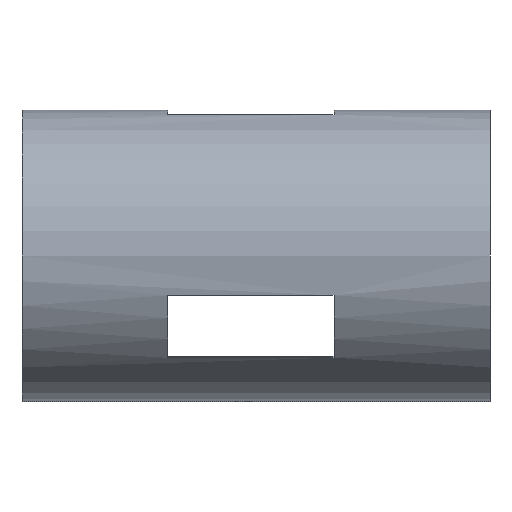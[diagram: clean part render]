
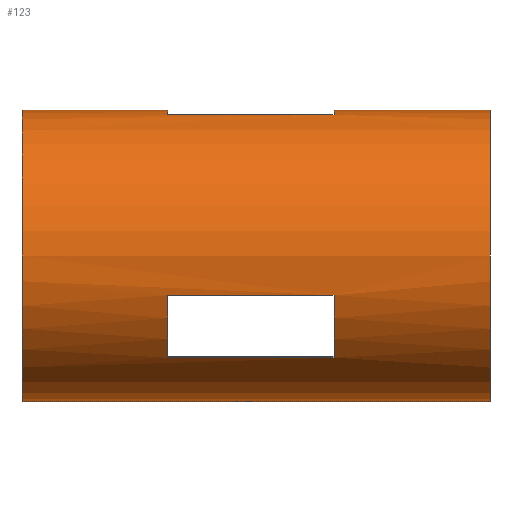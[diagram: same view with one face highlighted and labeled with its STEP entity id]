
A CAD part, left-side view. The second image highlights one B-rep face of the part: STEP entity #123.
In plain terms, the highlighted cylindrical face has radius 70 mm (diameter 140 mm), a partial arc.
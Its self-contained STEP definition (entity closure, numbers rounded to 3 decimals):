
#9 = VERTEX_POINT ( 'NONE', #587 ) ;
#14 = DIRECTION ( 'NONE',  ( 0., -1., 0. ) ) ;
#21 = LINE ( 'NONE', #658, #457 ) ;
#27 = EDGE_CURVE ( 'NONE', #420, #540, #371, .T. ) ;
#38 = EDGE_CURVE ( 'NONE', #531, #126, #554, .T. ) ;
#40 = DIRECTION ( 'NONE',  ( 0., 1., 0. ) ) ;
#42 = AXIS2_PLACEMENT_3D ( 'NONE', #549, #356, #46 ) ;
#43 = ORIENTED_EDGE ( 'NONE', *, *, #470, .F. ) ;
#46 = DIRECTION ( 'NONE',  ( 0., 0., 1. ) ) ;
#47 = EDGE_CURVE ( 'NONE', #134, #236, #595, .T. ) ;
#53 = CIRCLE ( 'NONE', #572, 70. ) ;
#59 = AXIS2_PLACEMENT_3D ( 'NONE', #482, #584, #125 ) ;
#61 = EDGE_LOOP ( 'NONE', ( #609, #69, #111, #630, #573, #131, #350, #429 ) ) ;
#67 = CARTESIAN_POINT ( 'NONE',  ( -17.318, 80., 67.824 ) ) ;
#69 = ORIENTED_EDGE ( 'NONE', *, *, #196, .F. ) ;
#83 = AXIS2_PLACEMENT_3D ( 'NONE', #319, #372, #581 ) ;
#91 = CARTESIAN_POINT ( 'NONE',  ( 0., -75., 70. ) ) ;
#104 = EDGE_CURVE ( 'NONE', #420, #249, #383, .T. ) ;
#111 = ORIENTED_EDGE ( 'NONE', *, *, #520, .T. ) ;
#123 = ADVANCED_FACE ( 'NONE', ( #433, #173 ), #374, .T. ) ;
#125 = DIRECTION ( 'NONE',  ( 0., 0., -1. ) ) ;
#126 = VERTEX_POINT ( 'NONE', #332 ) ;
#131 = ORIENTED_EDGE ( 'NONE', *, *, #398, .F. ) ;
#134 = VERTEX_POINT ( 'NONE', #197 ) ;
#140 = DIRECTION ( 'NONE',  ( 0., 0., 1. ) ) ;
#159 = ORIENTED_EDGE ( 'NONE', *, *, #187, .T. ) ;
#164 = VERTEX_POINT ( 'NONE', #447 ) ;
#166 = ORIENTED_EDGE ( 'NONE', *, *, #594, .T. ) ;
#168 = CARTESIAN_POINT ( 'NONE',  ( 0., -75., 0. ) ) ;
#173 = FACE_BOUND ( 'NONE', #253, .T. ) ;
#176 = CIRCLE ( 'NONE', #347, 70. ) ;
#181 = DIRECTION ( 'NONE',  ( 0., -1., 0. ) ) ;
#187 = EDGE_CURVE ( 'NONE', #239, #9, #485, .T. ) ;
#194 = VECTOR ( 'NONE', #561, 1000. ) ;
#196 = EDGE_CURVE ( 'NONE', #621, #164, #53, .T. ) ;
#197 = CARTESIAN_POINT ( 'NONE',  ( 0., 0., 70. ) ) ;
#210 = ORIENTED_EDGE ( 'NONE', *, *, #38, .F. ) ;
#211 = CARTESIAN_POINT ( 'NONE',  ( -67.396, 80., -18.914 ) ) ;
#215 = CARTESIAN_POINT ( 'NONE',  ( 0., 0., 0. ) ) ;
#236 = VERTEX_POINT ( 'NONE', #91 ) ;
#239 = VERTEX_POINT ( 'NONE', #571 ) ;
#245 = EDGE_CURVE ( 'NONE', #164, #540, #636, .T. ) ;
#249 = VERTEX_POINT ( 'NONE', #360 ) ;
#253 = EDGE_LOOP ( 'NONE', ( #166, #210, #43, #159 ) ) ;
#254 = DIRECTION ( 'NONE',  ( 0., -1., 0. ) ) ;
#262 = VECTOR ( 'NONE', #14, 1000. ) ;
#271 = AXIS2_PLACEMENT_3D ( 'NONE', #168, #318, #637 ) ;
#298 = CARTESIAN_POINT ( 'NONE',  ( 0., 150., 0. ) ) ;
#307 = CARTESIAN_POINT ( 'NONE',  ( 0., -75., -70. ) ) ;
#318 = DIRECTION ( 'NONE',  ( 0., 1., 0. ) ) ;
#319 = CARTESIAN_POINT ( 'NONE',  ( 0., 80., 0. ) ) ;
#320 = DIRECTION ( 'NONE',  ( 0., 0., 1. ) ) ;
#332 = CARTESIAN_POINT ( 'NONE',  ( -67.396, 0., -18.914 ) ) ;
#347 = AXIS2_PLACEMENT_3D ( 'NONE', #215, #628, #320 ) ;
#350 = ORIENTED_EDGE ( 'NONE', *, *, #104, .F. ) ;
#355 = CARTESIAN_POINT ( 'NONE',  ( 0., 80., 70. ) ) ;
#356 = DIRECTION ( 'NONE',  ( 0., 1., 0. ) ) ;
#360 = CARTESIAN_POINT ( 'NONE',  ( -17.318, 0., 67.824 ) ) ;
#371 = CIRCLE ( 'NONE', #83, 70. ) ;
#372 = DIRECTION ( 'NONE',  ( 0., 1., 0. ) ) ;
#374 = CYLINDRICAL_SURFACE ( 'NONE', #59, 70. ) ;
#377 = VECTOR ( 'NONE', #633, 1000. ) ;
#383 = LINE ( 'NONE', #423, #377 ) ;
#394 = DIRECTION ( 'NONE',  ( 0., -1., 0. ) ) ;
#398 = EDGE_CURVE ( 'NONE', #249, #134, #176, .T. ) ;
#420 = VERTEX_POINT ( 'NONE', #67 ) ;
#423 = CARTESIAN_POINT ( 'NONE',  ( -17.318, 80., 67.824 ) ) ;
#429 = ORIENTED_EDGE ( 'NONE', *, *, #27, .T. ) ;
#430 = CARTESIAN_POINT ( 'NONE',  ( 0., 80., 70. ) ) ;
#433 = FACE_OUTER_BOUND ( 'NONE', #61, .T. ) ;
#447 = CARTESIAN_POINT ( 'NONE',  ( 0., 150., 70. ) ) ;
#457 = VECTOR ( 'NONE', #394, 1000. ) ;
#465 = LINE ( 'NONE', #610, #194 ) ;
#470 = EDGE_CURVE ( 'NONE', #239, #531, #21, .T. ) ;
#482 = CARTESIAN_POINT ( 'NONE',  ( 0., 80., 0. ) ) ;
#485 = CIRCLE ( 'NONE', #42, 70. ) ;
#509 = LINE ( 'NONE', #211, #603 ) ;
#514 = VECTOR ( 'NONE', #181, 1000. ) ;
#520 = EDGE_CURVE ( 'NONE', #621, #590, #465, .T. ) ;
#527 = CIRCLE ( 'NONE', #271, 70. ) ;
#531 = VERTEX_POINT ( 'NONE', #564 ) ;
#540 = VERTEX_POINT ( 'NONE', #355 ) ;
#549 = CARTESIAN_POINT ( 'NONE',  ( 0., 80., 0. ) ) ;
#554 = CIRCLE ( 'NONE', #640, 70. ) ;
#561 = DIRECTION ( 'NONE',  ( 0., -1., 0. ) ) ;
#564 = CARTESIAN_POINT ( 'NONE',  ( -50.078, 0., -48.91 ) ) ;
#571 = CARTESIAN_POINT ( 'NONE',  ( -50.078, 80., -48.91 ) ) ;
#572 = AXIS2_PLACEMENT_3D ( 'NONE', #298, #40, #140 ) ;
#573 = ORIENTED_EDGE ( 'NONE', *, *, #47, .F. ) ;
#581 = DIRECTION ( 'NONE',  ( 0., 0., 1. ) ) ;
#584 = DIRECTION ( 'NONE',  ( 0., -1., 0. ) ) ;
#587 = CARTESIAN_POINT ( 'NONE',  ( -67.396, 80., -18.914 ) ) ;
#589 = CARTESIAN_POINT ( 'NONE',  ( 0., 0., 0. ) ) ;
#590 = VERTEX_POINT ( 'NONE', #307 ) ;
#592 = DIRECTION ( 'NONE',  ( 0., 1., 0. ) ) ;
#594 = EDGE_CURVE ( 'NONE', #9, #126, #509, .T. ) ;
#595 = LINE ( 'NONE', #644, #262 ) ;
#603 = VECTOR ( 'NONE', #254, 1000. ) ;
#609 = ORIENTED_EDGE ( 'NONE', *, *, #245, .F. ) ;
#610 = CARTESIAN_POINT ( 'NONE',  ( 0., 80., -70. ) ) ;
#620 = CARTESIAN_POINT ( 'NONE',  ( 0., 150., -70. ) ) ;
#621 = VERTEX_POINT ( 'NONE', #620 ) ;
#628 = DIRECTION ( 'NONE',  ( 0., 1., 0. ) ) ;
#630 = ORIENTED_EDGE ( 'NONE', *, *, #647, .T. ) ;
#633 = DIRECTION ( 'NONE',  ( 0., -1., 0. ) ) ;
#636 = LINE ( 'NONE', #430, #514 ) ;
#637 = DIRECTION ( 'NONE',  ( 0., 0., 1. ) ) ;
#638 = DIRECTION ( 'NONE',  ( 0., 0., 1. ) ) ;
#640 = AXIS2_PLACEMENT_3D ( 'NONE', #589, #592, #638 ) ;
#644 = CARTESIAN_POINT ( 'NONE',  ( 0., 80., 70. ) ) ;
#647 = EDGE_CURVE ( 'NONE', #590, #236, #527, .T. ) ;
#658 = CARTESIAN_POINT ( 'NONE',  ( -50.078, 80., -48.91 ) ) ;
